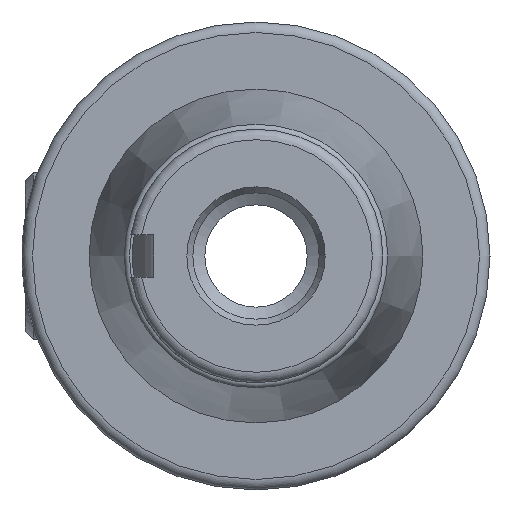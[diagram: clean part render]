
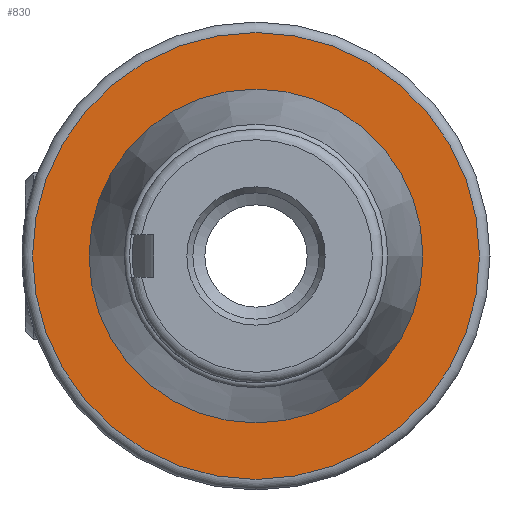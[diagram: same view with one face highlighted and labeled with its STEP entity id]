
A CAD part, left-side view. The second image highlights one B-rep face of the part: STEP entity #830.
In plain terms, the highlighted planar face has unit normal (-1, 0, 0).
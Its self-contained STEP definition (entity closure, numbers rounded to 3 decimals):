
#47=PLANE('',#956);
#70=FACE_BOUND('',#153,.T.);
#99=FACE_OUTER_BOUND('',#152,.T.);
#152=EDGE_LOOP('',(#597));
#153=EDGE_LOOP('',(#598));
#211=CIRCLE('',#952,21.25);
#214=CIRCLE('',#957,15.875);
#385=VERTEX_POINT('',#1449);
#388=VERTEX_POINT('',#1459);
#464=EDGE_CURVE('',#385,#385,#211,.T.);
#468=EDGE_CURVE('',#388,#388,#214,.T.);
#597=ORIENTED_EDGE('',*,*,#464,.F.);
#598=ORIENTED_EDGE('',*,*,#468,.T.);
#830=ADVANCED_FACE('',(#99,#70),#47,.T.);
#952=AXIS2_PLACEMENT_3D('',#1451,#1082,#1083);
#956=AXIS2_PLACEMENT_3D('',#1458,#1091,#1092);
#957=AXIS2_PLACEMENT_3D('',#1460,#1093,#1094);
#1082=DIRECTION('center_axis',(1.,0.,0.));
#1083=DIRECTION('ref_axis',(0.,-1.,0.));
#1091=DIRECTION('center_axis',(-1.,0.,0.));
#1092=DIRECTION('ref_axis',(0.,0.,1.));
#1093=DIRECTION('center_axis',(1.,0.,0.));
#1094=DIRECTION('ref_axis',(0.,0.,-1.));
#1449=CARTESIAN_POINT('',(1.6,0.,21.25));
#1451=CARTESIAN_POINT('Origin',(1.6,0.,0.));
#1458=CARTESIAN_POINT('Origin',(1.6,22.25,0.));
#1459=CARTESIAN_POINT('',(1.6,0.,-15.875));
#1460=CARTESIAN_POINT('Origin',(1.6,0.,0.));
